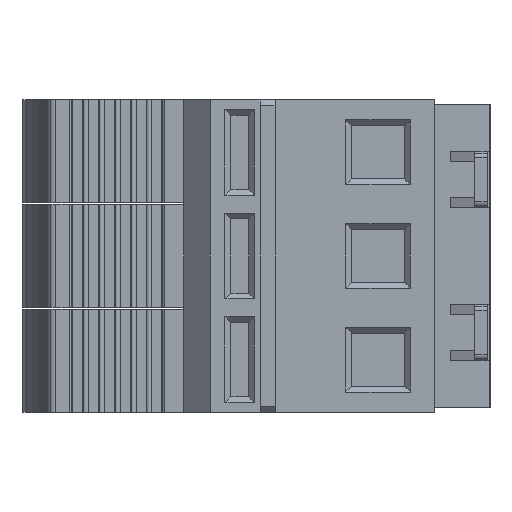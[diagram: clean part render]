
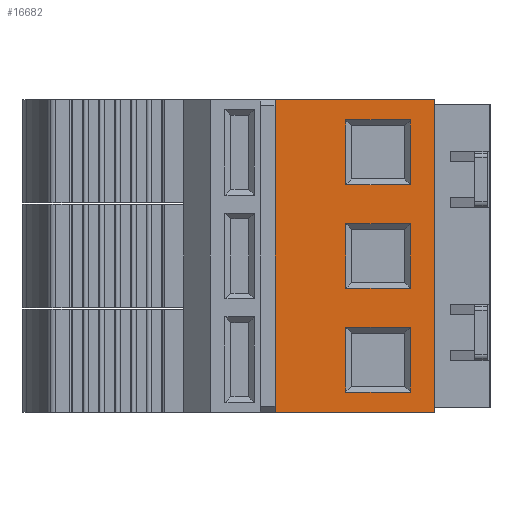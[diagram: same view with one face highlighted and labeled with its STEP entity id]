
A CAD part, left-side view. The second image highlights one B-rep face of the part: STEP entity #16682.
In plain terms, the highlighted planar face has unit normal (-1, 0, 0).
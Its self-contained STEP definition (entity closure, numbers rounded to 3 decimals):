
#281 = VERTEX_POINT ( 'NONE', #20455 ) ;
#450 = EDGE_CURVE ( 'NONE', #17851, #14711, #21374, .T. ) ;
#607 = EDGE_LOOP ( 'NONE', ( #7516, #17296, #20755, #25321 ) ) ;
#651 = LINE ( 'NONE', #17236, #17057 ) ;
#719 = ORIENTED_EDGE ( 'NONE', *, *, #450, .F. ) ;
#869 = DIRECTION ( 'NONE',  ( 0., 0., -1. ) ) ;
#989 = VECTOR ( 'NONE', #24063, 1000. ) ;
#1110 = CARTESIAN_POINT ( 'NONE',  ( -31.424, 64.022, 56.513 ) ) ;
#2836 = CARTESIAN_POINT ( 'NONE',  ( -31.424, 64.022, 55.313 ) ) ;
#2981 = VERTEX_POINT ( 'NONE', #15476 ) ;
#3077 = DIRECTION ( 'NONE',  ( 0., 0., 1. ) ) ;
#3304 = LINE ( 'NONE', #3522, #24120 ) ;
#3491 = PLANE ( 'NONE',  #15693 ) ;
#3522 = CARTESIAN_POINT ( 'NONE',  ( -31.424, 76.022, 35.513 ) ) ;
#3616 = LINE ( 'NONE', #2836, #14329 ) ;
#3731 = EDGE_CURVE ( 'NONE', #2981, #12467, #4507, .T. ) ;
#3811 = VECTOR ( 'NONE', #15252, 1000. ) ;
#3911 = ORIENTED_EDGE ( 'NONE', *, *, #13717, .F. ) ;
#4046 = VECTOR ( 'NONE', #16993, 1000. ) ;
#4168 = FACE_BOUND ( 'NONE', #15479, .T. ) ;
#4408 = LINE ( 'NONE', #7301, #22044 ) ;
#4507 = LINE ( 'NONE', #8034, #989 ) ;
#4695 = CARTESIAN_POINT ( 'NONE',  ( -31.424, 64.022, 37.713 ) ) ;
#4802 = FACE_BOUND ( 'NONE', #12914, .T. ) ;
#4836 = CARTESIAN_POINT ( 'NONE',  ( -31.424, 69.522, 49.913 ) ) ;
#5195 = CARTESIAN_POINT ( 'NONE',  ( -31.424, 53.022, 49.913 ) ) ;
#5345 = CARTESIAN_POINT ( 'NONE',  ( -31.424, 53.022, 56.513 ) ) ;
#5416 = EDGE_CURVE ( 'NONE', #12467, #10222, #4408, .T. ) ;
#5512 = DIRECTION ( 'NONE',  ( 0., 1., 0. ) ) ;
#6034 = LINE ( 'NONE', #17432, #20224 ) ;
#6369 = ORIENTED_EDGE ( 'NONE', *, *, #14949, .F. ) ;
#6411 = CARTESIAN_POINT ( 'NONE',  ( -31.424, 53.022, 74.113 ) ) ;
#6670 = ORIENTED_EDGE ( 'NONE', *, *, #20036, .F. ) ;
#6880 = VERTEX_POINT ( 'NONE', #5195 ) ;
#7301 = CARTESIAN_POINT ( 'NONE',  ( -31.424, 49.022, 35.513 ) ) ;
#7516 = ORIENTED_EDGE ( 'NONE', *, *, #3731, .T. ) ;
#7984 = CARTESIAN_POINT ( 'NONE',  ( -31.424, 49.022, 88.513 ) ) ;
#8028 = ORIENTED_EDGE ( 'NONE', *, *, #18140, .F. ) ;
#8034 = CARTESIAN_POINT ( 'NONE',  ( -31.424, 76.022, 35.513 ) ) ;
#8301 = LINE ( 'NONE', #17755, #17105 ) ;
#8816 = EDGE_CURVE ( 'NONE', #14711, #18646, #20169, .T. ) ;
#9179 = CARTESIAN_POINT ( 'NONE',  ( -31.424, 69.522, 85.113 ) ) ;
#9276 = CARTESIAN_POINT ( 'NONE',  ( -31.424, 65.022, 38.913 ) ) ;
#9800 = EDGE_LOOP ( 'NONE', ( #25581, #719, #8028, #14823 ) ) ;
#9869 = VERTEX_POINT ( 'NONE', #22892 ) ;
#9877 = CARTESIAN_POINT ( 'NONE',  ( -31.424, 49.022, 35.513 ) ) ;
#10222 = VERTEX_POINT ( 'NONE', #7984 ) ;
#10252 = VECTOR ( 'NONE', #20705, 1000. ) ;
#10480 = VERTEX_POINT ( 'NONE', #16933 ) ;
#10613 = EDGE_CURVE ( 'NONE', #23535, #281, #18632, .T. ) ;
#10937 = ORIENTED_EDGE ( 'NONE', *, *, #10613, .F. ) ;
#11034 = CARTESIAN_POINT ( 'NONE',  ( -31.424, 65.022, 74.113 ) ) ;
#11111 = EDGE_CURVE ( 'NONE', #9869, #17679, #6034, .T. ) ;
#11285 = EDGE_CURVE ( 'NONE', #18646, #6880, #20168, .T. ) ;
#11388 = VERTEX_POINT ( 'NONE', #6411 ) ;
#11434 = VECTOR ( 'NONE', #18782, 1000. ) ;
#11441 = DIRECTION ( 'NONE',  ( 0., -1., 0. ) ) ;
#11523 = CARTESIAN_POINT ( 'NONE',  ( -31.424, 76.022, 88.513 ) ) ;
#12211 = ORIENTED_EDGE ( 'NONE', *, *, #25251, .F. ) ;
#12467 = VERTEX_POINT ( 'NONE', #9877 ) ;
#12549 = LINE ( 'NONE', #4836, #16306 ) ;
#12914 = EDGE_LOOP ( 'NONE', ( #23891, #14194, #6369, #10937 ) ) ;
#13619 = DIRECTION ( 'NONE',  ( 0., -1., 0. ) ) ;
#13717 = EDGE_CURVE ( 'NONE', #16598, #10480, #19063, .T. ) ;
#13891 = VERTEX_POINT ( 'NONE', #16987 ) ;
#14187 = VECTOR ( 'NONE', #13619, 1000. ) ;
#14194 = ORIENTED_EDGE ( 'NONE', *, *, #23955, .F. ) ;
#14205 = CARTESIAN_POINT ( 'NONE',  ( -31.424, 76.022, 88.513 ) ) ;
#14225 = CARTESIAN_POINT ( 'NONE',  ( -31.424, 64.022, 38.913 ) ) ;
#14329 = VECTOR ( 'NONE', #869, 1000. ) ;
#14711 = VERTEX_POINT ( 'NONE', #14225 ) ;
#14759 = DIRECTION ( 'NONE',  ( 0., 1., 0. ) ) ;
#14823 = ORIENTED_EDGE ( 'NONE', *, *, #11285, .F. ) ;
#14949 = EDGE_CURVE ( 'NONE', #281, #13891, #3616, .T. ) ;
#15147 = FACE_OUTER_BOUND ( 'NONE', #607, .T. ) ;
#15159 = DIRECTION ( 'NONE',  ( 0., -1., 0. ) ) ;
#15203 = DIRECTION ( 'NONE',  ( 0., 0., -1. ) ) ;
#15252 = DIRECTION ( 'NONE',  ( 0., 1., 0. ) ) ;
#15458 = CARTESIAN_POINT ( 'NONE',  ( -31.424, 76.022, 35.513 ) ) ;
#15476 = CARTESIAN_POINT ( 'NONE',  ( -31.424, 76.022, 35.513 ) ) ;
#15479 = EDGE_LOOP ( 'NONE', ( #3911, #6670, #24758, #12211 ) ) ;
#15487 = FACE_BOUND ( 'NONE', #9800, .T. ) ;
#15693 = AXIS2_PLACEMENT_3D ( 'NONE', #15458, #15820, #5512 ) ;
#15820 = DIRECTION ( 'NONE',  ( -1., 0., 0. ) ) ;
#15967 = VECTOR ( 'NONE', #15159, 1000. ) ;
#16099 = CARTESIAN_POINT ( 'NONE',  ( -31.424, 64.022, 49.913 ) ) ;
#16306 = VECTOR ( 'NONE', #14759, 1000. ) ;
#16534 = CARTESIAN_POINT ( 'NONE',  ( -31.424, 53.022, 42.213 ) ) ;
#16558 = CARTESIAN_POINT ( 'NONE',  ( -31.424, 53.022, 51.013 ) ) ;
#16598 = VERTEX_POINT ( 'NONE', #5345 ) ;
#16612 = DIRECTION ( 'NONE',  ( 0., 0., 1. ) ) ;
#16621 = EDGE_CURVE ( 'NONE', #11388, #23535, #651, .T. ) ;
#16682 = ADVANCED_FACE ( 'NONE', ( #15147, #4168, #15487, #4802 ), #3491, .T. ) ;
#16742 = CARTESIAN_POINT ( 'NONE',  ( -31.424, 65.022, 56.513 ) ) ;
#16842 = VECTOR ( 'NONE', #11441, 1000. ) ;
#16933 = CARTESIAN_POINT ( 'NONE',  ( -31.424, 53.022, 67.513 ) ) ;
#16987 = CARTESIAN_POINT ( 'NONE',  ( -31.424, 64.022, 74.113 ) ) ;
#16993 = DIRECTION ( 'NONE',  ( 0., 0., -1. ) ) ;
#17057 = VECTOR ( 'NONE', #23496, 1000. ) ;
#17105 = VECTOR ( 'NONE', #19864, 1000. ) ;
#17236 = CARTESIAN_POINT ( 'NONE',  ( -31.424, 53.022, 59.813 ) ) ;
#17296 = ORIENTED_EDGE ( 'NONE', *, *, #5416, .T. ) ;
#17432 = CARTESIAN_POINT ( 'NONE',  ( -31.424, 64.022, 46.513 ) ) ;
#17679 = VERTEX_POINT ( 'NONE', #1110 ) ;
#17755 = CARTESIAN_POINT ( 'NONE',  ( -31.424, 69.522, 67.513 ) ) ;
#17851 = VERTEX_POINT ( 'NONE', #16099 ) ;
#18140 = EDGE_CURVE ( 'NONE', #6880, #17851, #12549, .T. ) ;
#18632 = LINE ( 'NONE', #9179, #3811 ) ;
#18646 = VERTEX_POINT ( 'NONE', #21493 ) ;
#18782 = DIRECTION ( 'NONE',  ( 0., -1., 0. ) ) ;
#19063 = LINE ( 'NONE', #16558, #10252 ) ;
#19864 = DIRECTION ( 'NONE',  ( 0., 1., 0. ) ) ;
#20036 = EDGE_CURVE ( 'NONE', #17679, #16598, #25615, .T. ) ;
#20168 = LINE ( 'NONE', #16534, #25839 ) ;
#20169 = LINE ( 'NONE', #9276, #14187 ) ;
#20224 = VECTOR ( 'NONE', #15203, 1000. ) ;
#20401 = LINE ( 'NONE', #11034, #15967 ) ;
#20455 = CARTESIAN_POINT ( 'NONE',  ( -31.424, 64.022, 85.113 ) ) ;
#20705 = DIRECTION ( 'NONE',  ( 0., 0., 1. ) ) ;
#20755 = ORIENTED_EDGE ( 'NONE', *, *, #24681, .F. ) ;
#21374 = LINE ( 'NONE', #4695, #4046 ) ;
#21493 = CARTESIAN_POINT ( 'NONE',  ( -31.424, 53.022, 38.913 ) ) ;
#21586 = LINE ( 'NONE', #11523, #16842 ) ;
#21757 = DIRECTION ( 'NONE',  ( 0., 0., 1. ) ) ;
#22044 = VECTOR ( 'NONE', #3077, 1000. ) ;
#22689 = VERTEX_POINT ( 'NONE', #14205 ) ;
#22892 = CARTESIAN_POINT ( 'NONE',  ( -31.424, 64.022, 67.513 ) ) ;
#23496 = DIRECTION ( 'NONE',  ( 0., 0., 1. ) ) ;
#23535 = VERTEX_POINT ( 'NONE', #25329 ) ;
#23891 = ORIENTED_EDGE ( 'NONE', *, *, #16621, .F. ) ;
#23955 = EDGE_CURVE ( 'NONE', #13891, #11388, #20401, .T. ) ;
#24063 = DIRECTION ( 'NONE',  ( 0., -1., 0. ) ) ;
#24120 = VECTOR ( 'NONE', #21757, 1000. ) ;
#24638 = EDGE_CURVE ( 'NONE', #2981, #22689, #3304, .T. ) ;
#24681 = EDGE_CURVE ( 'NONE', #22689, #10222, #21586, .T. ) ;
#24758 = ORIENTED_EDGE ( 'NONE', *, *, #11111, .F. ) ;
#25251 = EDGE_CURVE ( 'NONE', #10480, #9869, #8301, .T. ) ;
#25321 = ORIENTED_EDGE ( 'NONE', *, *, #24638, .F. ) ;
#25329 = CARTESIAN_POINT ( 'NONE',  ( -31.424, 53.022, 85.113 ) ) ;
#25581 = ORIENTED_EDGE ( 'NONE', *, *, #8816, .F. ) ;
#25615 = LINE ( 'NONE', #16742, #11434 ) ;
#25839 = VECTOR ( 'NONE', #16612, 1000. ) ;
